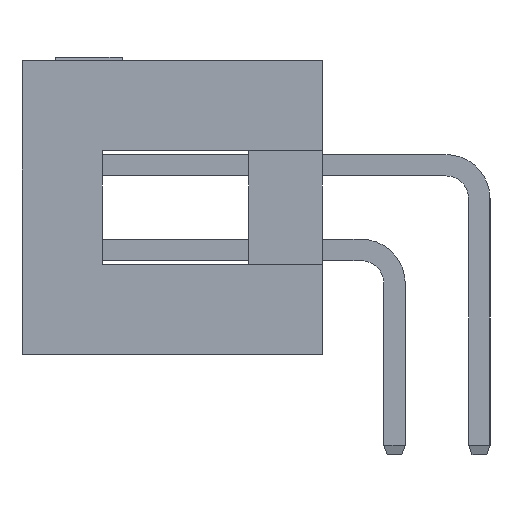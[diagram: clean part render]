
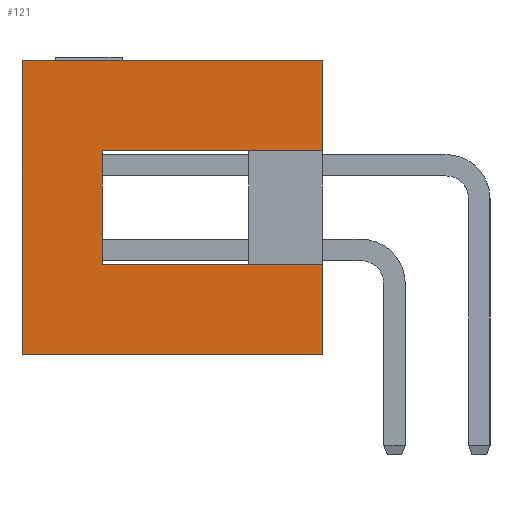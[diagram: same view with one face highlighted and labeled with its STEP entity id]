
A CAD part, left-side view. The second image highlights one B-rep face of the part: STEP entity #121.
In plain terms, the highlighted planar face has unit normal (-1, 0, 0).
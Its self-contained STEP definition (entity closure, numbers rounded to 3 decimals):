
#121=ADVANCED_FACE('',(#13105),#13107,.T.);
#13105=FACE_BOUND('',#13106,.T.);
#13106=EDGE_LOOP('',(#23466,#23467,#23468,#23469,#23470,#23471,#23472,#23473));
#13107=PLANE('',#13108);
#13108=AXIS2_PLACEMENT_3D('',#13109,#13110,#13111);
#13109=CARTESIAN_POINT('',(-5.17,0.,0.));
#13110=DIRECTION('',(-1.,0.,0.));
#13111=DIRECTION('',(0.,0.,1.));
#23466=ORIENTED_EDGE('',*,*,#30316,.T.);
#23467=ORIENTED_EDGE('',*,*,#30317,.T.);
#23468=ORIENTED_EDGE('',*,*,#30285,.T.);
#23469=ORIENTED_EDGE('',*,*,#30315,.T.);
#23470=ORIENTED_EDGE('',*,*,#30318,.T.);
#23471=ORIENTED_EDGE('',*,*,#30319,.T.);
#23472=ORIENTED_EDGE('',*,*,#30320,.T.);
#23473=ORIENTED_EDGE('',*,*,#30321,.T.);
#30285=EDGE_CURVE('',#33720,#33718,#33721,.T.);
#30315=EDGE_CURVE('',#33718,#33771,#33773,.T.);
#30316=EDGE_CURVE('',#33774,#33775,#33776,.F.);
#30317=EDGE_CURVE('',#33775,#33720,#33777,.T.);
#30318=EDGE_CURVE('',#33771,#33778,#33779,.T.);
#30319=EDGE_CURVE('',#33778,#33780,#33781,.T.);
#30320=EDGE_CURVE('',#33780,#33782,#33783,.F.);
#30321=EDGE_CURVE('',#33782,#33774,#33784,.F.);
#33718=VERTEX_POINT('',#39267);
#33720=VERTEX_POINT('',#39271);
#33721=LINE('',#39272,#39273);
#33771=VERTEX_POINT('',#39380);
#33773=LINE('',#39384,#39385);
#33774=VERTEX_POINT('',#39387);
#33775=VERTEX_POINT('',#39388);
#33776=LINE('',#39389,#39390);
#33777=LINE('',#39392,#39393);
#33778=VERTEX_POINT('',#39395);
#33779=LINE('',#39396,#39397);
#33780=VERTEX_POINT('',#39399);
#33781=LINE('',#39400,#39401);
#33782=VERTEX_POINT('',#39403);
#33783=LINE('',#39404,#39405);
#33784=LINE('',#39407,#39408);
#39267=CARTESIAN_POINT('',(-5.17,13.7,8.8));
#39271=CARTESIAN_POINT('',(-5.17,4.7,8.8));
#39272=CARTESIAN_POINT('',(-5.17,4.7,8.8));
#39273=VECTOR('',#39274,1.);
#39274=DIRECTION('',(0.,1.,0.));
#39380=CARTESIAN_POINT('',(-5.17,13.7,0.));
#39384=CARTESIAN_POINT('',(-5.17,13.7,8.8));
#39385=VECTOR('',#39386,1.);
#39386=DIRECTION('',(0.,0.,-1.));
#39387=CARTESIAN_POINT('',(-5.17,11.3,6.1));
#39388=CARTESIAN_POINT('',(-5.17,4.7,6.1));
#39389=CARTESIAN_POINT('',(-5.17,4.7,6.1));
#39390=VECTOR('',#39391,1.);
#39391=DIRECTION('',(0.,1.,0.));
#39392=CARTESIAN_POINT('',(-5.17,4.7,6.1));
#39393=VECTOR('',#39394,1.);
#39394=DIRECTION('',(0.,0.,1.));
#39395=CARTESIAN_POINT('',(-5.17,4.7,0.));
#39396=CARTESIAN_POINT('',(-5.17,13.7,0.));
#39397=VECTOR('',#39398,1.);
#39398=DIRECTION('',(0.,-1.,0.));
#39399=CARTESIAN_POINT('',(-5.17,4.7,2.7));
#39400=CARTESIAN_POINT('',(-5.17,4.7,0.));
#39401=VECTOR('',#39402,1.);
#39402=DIRECTION('',(0.,0.,1.));
#39403=CARTESIAN_POINT('',(-5.17,11.3,2.7));
#39404=CARTESIAN_POINT('',(-5.17,11.3,2.7));
#39405=VECTOR('',#39406,1.);
#39406=DIRECTION('',(0.,-1.,0.));
#39407=CARTESIAN_POINT('',(-5.17,11.3,6.1));
#39408=VECTOR('',#39409,1.);
#39409=DIRECTION('',(0.,0.,-1.));
